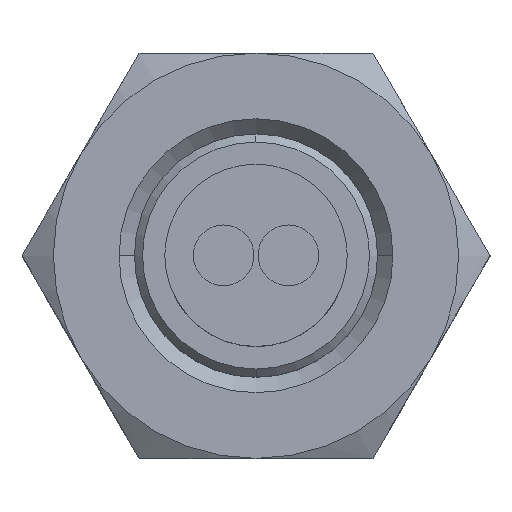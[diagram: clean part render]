
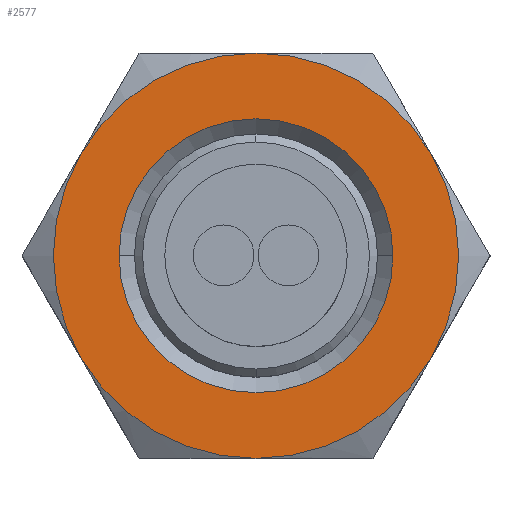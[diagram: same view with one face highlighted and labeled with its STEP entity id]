
A CAD part, top view. The second image highlights one B-rep face of the part: STEP entity #2577.
In plain terms, the highlighted planar face has unit normal (0, 0, 1).
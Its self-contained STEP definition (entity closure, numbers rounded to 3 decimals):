
#837=CARTESIAN_POINT('',(0.,0.,-5.5));
#838=DIRECTION('',(0.,0.,-1.));
#839=DIRECTION('',(-0.866,0.5,0.));
#840=AXIS2_PLACEMENT_3D('',#837,#838,#839);
#842=CARTESIAN_POINT('',(0.,0.,-5.5));
#843=DIRECTION('',(0.,0.,-1.));
#844=DIRECTION('',(0.,1.,0.));
#845=AXIS2_PLACEMENT_3D('',#842,#843,#844);
#847=CARTESIAN_POINT('',(0.,0.,-5.5));
#848=DIRECTION('',(0.,0.,-1.));
#849=DIRECTION('',(0.866,0.5,0.));
#850=AXIS2_PLACEMENT_3D('',#847,#848,#849);
#852=CARTESIAN_POINT('',(0.,0.,-5.5));
#853=DIRECTION('',(0.,0.,-1.));
#854=DIRECTION('',(1.,0.,0.));
#855=AXIS2_PLACEMENT_3D('',#852,#853,#854);
#857=CARTESIAN_POINT('',(0.,0.,-5.5));
#858=DIRECTION('',(0.,0.,-1.));
#859=DIRECTION('',(0.866,-0.5,0.));
#860=AXIS2_PLACEMENT_3D('',#857,#858,#859);
#862=CARTESIAN_POINT('',(0.,0.,-5.5));
#863=DIRECTION('',(0.,0.,-1.));
#864=DIRECTION('',(0.,-1.,0.));
#865=AXIS2_PLACEMENT_3D('',#862,#863,#864);
#867=CARTESIAN_POINT('',(0.,0.,-5.5));
#868=DIRECTION('',(0.,0.,1.));
#869=DIRECTION('',(-1.,0.,0.));
#870=AXIS2_PLACEMENT_3D('',#867,#868,#869);
#872=CARTESIAN_POINT('',(0.,0.,-5.5));
#873=DIRECTION('',(0.,0.,1.));
#874=DIRECTION('',(1.,0.,0.));
#875=AXIS2_PLACEMENT_3D('',#872,#873,#874);
#877=CARTESIAN_POINT('',(-4.33,2.5,-5.5));
#897=CARTESIAN_POINT('',(0.,5.,
-5.5));
#910=CARTESIAN_POINT('',(4.33,2.5,-5.5));
#921=CARTESIAN_POINT('',(4.33,-2.5,-5.5));
#943=CARTESIAN_POINT('',(0.,-5.,
-5.5));
#965=CARTESIAN_POINT('',(-4.33,-2.5,
-5.5));
#987=CARTESIAN_POINT('',(0.,0.,-5.5));
#988=DIRECTION('',(0.,0.,1.));
#989=DIRECTION('',(-0.866,0.5,0.));
#990=AXIS2_PLACEMENT_3D('',#987,#988,#989);
#1204=VERTEX_POINT('',#877);
#1206=VERTEX_POINT('',#897);
#1220=VERTEX_POINT('',#910);
#1225=VERTEX_POINT('',#921);
#1230=VERTEX_POINT('',#943);
#1232=VERTEX_POINT('',#965);
#1237=CARTESIAN_POINT('',(-3.38,0.,-5.5));
#1238=CARTESIAN_POINT('',(3.38,0.,-5.5));
#1239=VERTEX_POINT('',#1237);
#1240=VERTEX_POINT('',#1238);
#1241=CARTESIAN_POINT('',(5.,0.,-5.5));
#1242=VERTEX_POINT('',#1241);
#2551=CARTESIAN_POINT('',(0.,0.,-5.5));
#2552=DIRECTION('',(0.,0.,-1.));
#2553=DIRECTION('',(-1.,0.,0.));
#2554=AXIS2_PLACEMENT_3D('',#2551,#2552,#2553);
#2555=PLANE('',#2554);
#2557=ORIENTED_EDGE('',*,*,#2556,.T.);
#2558=ORIENTED_EDGE('',*,*,#2539,.T.);
#2560=ORIENTED_EDGE('',*,*,#2559,.T.);
#2562=ORIENTED_EDGE('',*,*,#2561,.T.);
#2564=ORIENTED_EDGE('',*,*,#2563,.T.);
#2566=ORIENTED_EDGE('',*,*,#2565,.T.);
#2568=ORIENTED_EDGE('',*,*,#2567,.F.);
#2569=EDGE_LOOP('',(#2557,#2558,#2560,#2562,#2564,#2566,#2568));
#2570=FACE_OUTER_BOUND('',#2569,.F.);
#2572=ORIENTED_EDGE('',*,*,#2571,.T.);
#2574=ORIENTED_EDGE('',*,*,#2573,.T.);
#2575=EDGE_LOOP('',(#2572,#2574));
#2576=FACE_BOUND('',#2575,.F.);
#2577=ADVANCED_FACE('',(#2570,#2576),#2555,.F.);
#841=CIRCLE('',#840,5.);
#846=CIRCLE('',#845,5.);
#851=CIRCLE('',#850,5.);
#856=CIRCLE('',#855,5.);
#861=CIRCLE('',#860,5.);
#866=CIRCLE('',#865,5.);
#871=CIRCLE('',#870,3.38);
#876=CIRCLE('',#875,3.38);
#991=CIRCLE('',#990,5.);
#2539=EDGE_CURVE('',#1206,#1220,#846,.T.);
#2556=EDGE_CURVE('',#1204,#1206,#841,.T.);
#2559=EDGE_CURVE('',#1220,#1242,#851,.T.);
#2561=EDGE_CURVE('',#1242,#1225,#856,.T.);
#2563=EDGE_CURVE('',#1225,#1230,#861,.T.);
#2565=EDGE_CURVE('',#1230,#1232,#866,.T.);
#2567=EDGE_CURVE('',#1204,#1232,#991,.T.);
#2571=EDGE_CURVE('',#1239,#1240,#871,.T.);
#2573=EDGE_CURVE('',#1240,#1239,#876,.T.);
